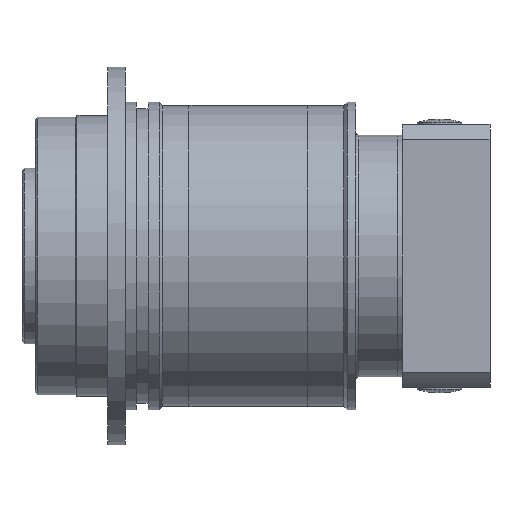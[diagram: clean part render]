
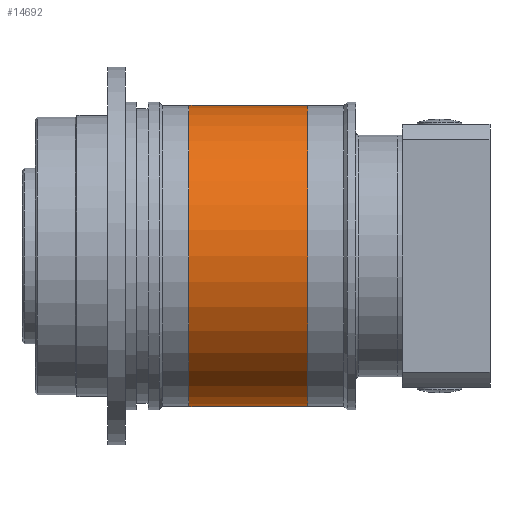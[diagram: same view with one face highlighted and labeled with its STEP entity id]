
A CAD part, front view. The second image highlights one B-rep face of the part: STEP entity #14692.
In plain terms, the highlighted cylindrical face has radius 34.25 mm (diameter 68.5 mm), a partial arc.
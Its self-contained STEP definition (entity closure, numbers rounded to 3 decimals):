
#880 = AXIS2_PLACEMENT_3D ( 'NONE', #2591, #11220, #3828 ) ;
#1158 = VERTEX_POINT ( 'NONE', #12593 ) ;
#1974 = VERTEX_POINT ( 'NONE', #15461 ) ;
#2392 = CARTESIAN_POINT ( 'NONE',  ( 0., 0., -34.25 ) ) ;
#2577 = FACE_OUTER_BOUND ( 'NONE', #7691, .T. ) ;
#2591 = CARTESIAN_POINT ( 'NONE',  ( -27., 0., 0. ) ) ;
#2757 = ORIENTED_EDGE ( 'NONE', *, *, #3054, .T. ) ;
#3054 = EDGE_CURVE ( 'NONE', #1974, #5101, #4208, .T. ) ;
#3420 = CARTESIAN_POINT ( 'NONE',  ( 0., 0., 0. ) ) ;
#3778 = VERTEX_POINT ( 'NONE', #14460 ) ;
#3828 = DIRECTION ( 'NONE',  ( 0., 0., -1. ) ) ;
#4160 = EDGE_CURVE ( 'NONE', #1974, #1158, #15240, .T. ) ;
#4208 = LINE ( 'NONE', #6950, #12907 ) ;
#4546 = CIRCLE ( 'NONE', #880, 34.25 ) ;
#4804 = DIRECTION ( 'NONE',  ( 0., 0., -1. ) ) ;
#5101 = VERTEX_POINT ( 'NONE', #10648 ) ;
#6573 = EDGE_CURVE ( 'NONE', #5101, #3778, #4546, .T. ) ;
#6950 = CARTESIAN_POINT ( 'NONE',  ( 0., 0., 34.25 ) ) ;
#7691 = EDGE_LOOP ( 'NONE', ( #8064, #12523, #2757, #12566 ) ) ;
#8064 = ORIENTED_EDGE ( 'NONE', *, *, #13698, .F. ) ;
#8131 = CARTESIAN_POINT ( 'NONE',  ( 0., 0., 0. ) ) ;
#8798 = LINE ( 'NONE', #2392, #11667 ) ;
#9630 = DIRECTION ( 'NONE',  ( -1., 0., 0. ) ) ;
#10648 = CARTESIAN_POINT ( 'NONE',  ( -27., 0., 34.25 ) ) ;
#11016 = DIRECTION ( 'NONE',  ( -1., 0., 0. ) ) ;
#11220 = DIRECTION ( 'NONE',  ( 1., 0., 0. ) ) ;
#11667 = VECTOR ( 'NONE', #11016, 1000. ) ;
#12122 = DIRECTION ( 'NONE',  ( 0., 0., 1. ) ) ;
#12166 = AXIS2_PLACEMENT_3D ( 'NONE', #3420, #9630, #12122 ) ;
#12207 = DIRECTION ( 'NONE',  ( 1., 0., 0. ) ) ;
#12523 = ORIENTED_EDGE ( 'NONE', *, *, #4160, .F. ) ;
#12566 = ORIENTED_EDGE ( 'NONE', *, *, #6573, .T. ) ;
#12593 = CARTESIAN_POINT ( 'NONE',  ( 0., 0., -34.25 ) ) ;
#12907 = VECTOR ( 'NONE', #14355, 1000. ) ;
#13455 = AXIS2_PLACEMENT_3D ( 'NONE', #8131, #12207, #4804 ) ;
#13698 = EDGE_CURVE ( 'NONE', #1158, #3778, #8798, .T. ) ;
#14355 = DIRECTION ( 'NONE',  ( -1., 0., 0. ) ) ;
#14460 = CARTESIAN_POINT ( 'NONE',  ( -27., 0., -34.25 ) ) ;
#14692 = ADVANCED_FACE ( 'NONE', ( #2577 ), #14953, .T. ) ;
#14953 = CYLINDRICAL_SURFACE ( 'NONE', #12166, 34.25 ) ;
#15240 = CIRCLE ( 'NONE', #13455, 34.25 ) ;
#15461 = CARTESIAN_POINT ( 'NONE',  ( 0., 0., 34.25 ) ) ;
